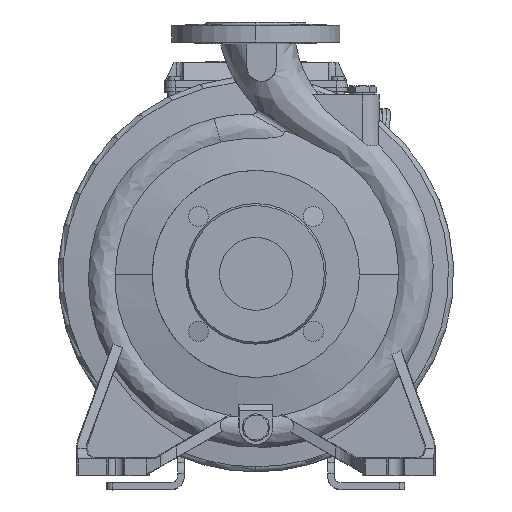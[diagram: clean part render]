
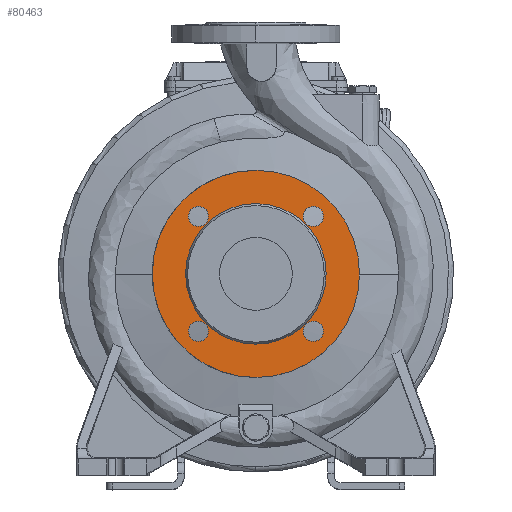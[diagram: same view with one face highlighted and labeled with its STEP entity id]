
A CAD part, top view. The second image highlights one B-rep face of the part: STEP entity #80463.
In plain terms, the highlighted planar face has unit normal (0, 0, 1).
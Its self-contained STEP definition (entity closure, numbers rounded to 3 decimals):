
#1761 = DIRECTION ( 'NONE',  ( 0., 0., -1. ) ) ;
#3535 = AXIS2_PLACEMENT_3D ( 'NONE', #96268, #26992, #19410 ) ;
#3925 = DIRECTION ( 'NONE',  ( 0., 1., 0. ) ) ;
#5117 = CIRCLE ( 'NONE', #3535, 9. ) ;
#5209 = AXIS2_PLACEMENT_3D ( 'NONE', #30858, #17185, #71244 ) ;
#5307 = EDGE_LOOP ( 'NONE', ( #91857, #12762 ) ) ;
#5456 = DIRECTION ( 'NONE',  ( 0., -1., 0. ) ) ;
#5793 = EDGE_CURVE ( 'NONE', #93321, #96524, #80144, .T. ) ;
#6331 = DIRECTION ( 'NONE',  ( 0., 0., -1. ) ) ;
#6549 = DIRECTION ( 'NONE',  ( 0., 0., 1. ) ) ;
#6733 = EDGE_LOOP ( 'NONE', ( #28297, #74277 ) ) ;
#8188 = DIRECTION ( 'NONE',  ( 0., -1., 0. ) ) ;
#11387 = DIRECTION ( 'NONE',  ( 0., 0., -1. ) ) ;
#11408 = CIRCLE ( 'NONE', #84067, 62.732 ) ;
#12762 = ORIENTED_EDGE ( 'NONE', *, *, #34227, .T. ) ;
#14988 = EDGE_LOOP ( 'NONE', ( #65466, #75038 ) ) ;
#15320 = CARTESIAN_POINT ( 'NONE',  ( -51.265, -60.266, 97. ) ) ;
#15707 = CIRCLE ( 'NONE', #81876, 9. ) ;
#17185 = DIRECTION ( 'NONE',  ( 0., 0., -1. ) ) ;
#17324 = VERTEX_POINT ( 'NONE', #81493 ) ;
#18422 = ORIENTED_EDGE ( 'NONE', *, *, #36533, .F. ) ;
#19410 = DIRECTION ( 'NONE',  ( 0., -1., 0. ) ) ;
#20065 = ORIENTED_EDGE ( 'NONE', *, *, #64769, .T. ) ;
#20529 = CARTESIAN_POINT ( 'NONE',  ( 51.265, 51.265, 97. ) ) ;
#22074 = ORIENTED_EDGE ( 'NONE', *, *, #85358, .T. ) ;
#22227 = CARTESIAN_POINT ( 'NONE',  ( 0., 0., 97. ) ) ;
#23275 = FACE_OUTER_BOUND ( 'NONE', #63297, .T. ) ;
#24477 = CARTESIAN_POINT ( 'NONE',  ( 51.265, 60.265, 97. ) ) ;
#24764 = FACE_BOUND ( 'NONE', #70496, .T. ) ;
#25319 = VERTEX_POINT ( 'NONE', #98420 ) ;
#26465 = EDGE_CURVE ( 'NONE', #17324, #75361, #11408, .T. ) ;
#26992 = DIRECTION ( 'NONE',  ( 0., 0., -1. ) ) ;
#27366 = DIRECTION ( 'NONE',  ( 0., -1., 0. ) ) ;
#28297 = ORIENTED_EDGE ( 'NONE', *, *, #85444, .T. ) ;
#28309 = VERTEX_POINT ( 'NONE', #51169 ) ;
#29925 = CARTESIAN_POINT ( 'NONE',  ( -51.265, -42.266, 97. ) ) ;
#29962 = EDGE_CURVE ( 'NONE', #97330, #84372, #38960, .T. ) ;
#30558 = EDGE_CURVE ( 'NONE', #25319, #46110, #5117, .T. ) ;
#30720 = CARTESIAN_POINT ( 'NONE',  ( 0., 0., 97. ) ) ;
#30858 = CARTESIAN_POINT ( 'NONE',  ( 185., -185., 97. ) ) ;
#32012 = VERTEX_POINT ( 'NONE', #69007 ) ;
#33398 = AXIS2_PLACEMENT_3D ( 'NONE', #20529, #6331, #43263 ) ;
#33662 = ORIENTED_EDGE ( 'NONE', *, *, #70462, .T. ) ;
#34227 = EDGE_CURVE ( 'NONE', #46110, #25319, #71624, .T. ) ;
#35252 = DIRECTION ( 'NONE',  ( 0., 0., 1. ) ) ;
#35803 = AXIS2_PLACEMENT_3D ( 'NONE', #94327, #11387, #79637 ) ;
#36533 = EDGE_CURVE ( 'NONE', #84372, #97330, #44549, .T. ) ;
#37292 = CARTESIAN_POINT ( 'NONE',  ( -51.265, 51.265, 97. ) ) ;
#38447 = PLANE ( 'NONE',  #5209 ) ;
#38952 = EDGE_CURVE ( 'NONE', #75361, #17324, #53769, .T. ) ;
#38960 = CIRCLE ( 'NONE', #59933, 92.5 ) ;
#40310 = EDGE_LOOP ( 'NONE', ( #20065, #22074 ) ) ;
#40668 = CARTESIAN_POINT ( 'NONE',  ( 51.265, 51.265, 97. ) ) ;
#41346 = CARTESIAN_POINT ( 'NONE',  ( 0., 0., 97. ) ) ;
#43094 = CIRCLE ( 'NONE', #51147, 9. ) ;
#43263 = DIRECTION ( 'NONE',  ( 0., -1., 0. ) ) ;
#44260 = CARTESIAN_POINT ( 'NONE',  ( -51.265, -51.266, 97. ) ) ;
#44549 = CIRCLE ( 'NONE', #91400, 92.5 ) ;
#44639 = CIRCLE ( 'NONE', #33398, 9. ) ;
#44761 = DIRECTION ( 'NONE',  ( 0., 0., -1. ) ) ;
#44976 = DIRECTION ( 'NONE',  ( 0., 1., 0. ) ) ;
#46110 = VERTEX_POINT ( 'NONE', #66059 ) ;
#46530 = DIRECTION ( 'NONE',  ( 0., 0., -1. ) ) ;
#47009 = FACE_BOUND ( 'NONE', #5307, .T. ) ;
#49408 = CARTESIAN_POINT ( 'NONE',  ( 51.265, 42.265, 97. ) ) ;
#50057 = CARTESIAN_POINT ( 'NONE',  ( 0., 92.5, 97. ) ) ;
#51147 = AXIS2_PLACEMENT_3D ( 'NONE', #92068, #46530, #77345 ) ;
#51169 = CARTESIAN_POINT ( 'NONE',  ( 51.265, -60.266, 97. ) ) ;
#51574 = CARTESIAN_POINT ( 'NONE',  ( 0., -62.732, 97. ) ) ;
#52925 = DIRECTION ( 'NONE',  ( 0., 0., -1. ) ) ;
#53769 = CIRCLE ( 'NONE', #86118, 62.732 ) ;
#58172 = CARTESIAN_POINT ( 'NONE',  ( 51.265, -51.266, 97. ) ) ;
#59472 = VERTEX_POINT ( 'NONE', #15320 ) ;
#59933 = AXIS2_PLACEMENT_3D ( 'NONE', #86018, #77427, #8188 ) ;
#60537 = DIRECTION ( 'NONE',  ( 0., 0., -1. ) ) ;
#62168 = FACE_BOUND ( 'NONE', #14988, .T. ) ;
#63297 = EDGE_LOOP ( 'NONE', ( #68033, #18422 ) ) ;
#64769 = EDGE_CURVE ( 'NONE', #59472, #89354, #69705, .T. ) ;
#65466 = ORIENTED_EDGE ( 'NONE', *, *, #26465, .F. ) ;
#66059 = CARTESIAN_POINT ( 'NONE',  ( -51.265, 60.265, 97. ) ) ;
#68033 = ORIENTED_EDGE ( 'NONE', *, *, #29962, .F. ) ;
#69007 = CARTESIAN_POINT ( 'NONE',  ( 51.265, -42.266, 97. ) ) ;
#69705 = CIRCLE ( 'NONE', #35803, 9. ) ;
#69755 = FACE_BOUND ( 'NONE', #40310, .T. ) ;
#70462 = EDGE_CURVE ( 'NONE', #28309, #32012, #15707, .T. ) ;
#70496 = EDGE_LOOP ( 'NONE', ( #33662, #86901 ) ) ;
#71244 = DIRECTION ( 'NONE',  ( 0., 1., 0. ) ) ;
#71624 = CIRCLE ( 'NONE', #99072, 9. ) ;
#72973 = DIRECTION ( 'NONE',  ( 0., -1., 0. ) ) ;
#74277 = ORIENTED_EDGE ( 'NONE', *, *, #5793, .T. ) ;
#75038 = ORIENTED_EDGE ( 'NONE', *, *, #38952, .F. ) ;
#75361 = VERTEX_POINT ( 'NONE', #51574 ) ;
#76949 = CIRCLE ( 'NONE', #91497, 9. ) ;
#77345 = DIRECTION ( 'NONE',  ( 0., -1., 0. ) ) ;
#77427 = DIRECTION ( 'NONE',  ( 0., 0., -1. ) ) ;
#77754 = CARTESIAN_POINT ( 'NONE',  ( 0., -92.5, 97. ) ) ;
#77824 = FACE_BOUND ( 'NONE', #6733, .T. ) ;
#79637 = DIRECTION ( 'NONE',  ( 0., -1., 0. ) ) ;
#80144 = CIRCLE ( 'NONE', #84973, 9. ) ;
#80463 = ADVANCED_FACE ( 'NONE', ( #47009, #69755, #24764, #77824, #62168, #23275 ), #38447, .F. ) ;
#81493 = CARTESIAN_POINT ( 'NONE',  ( 0., 62.732, 97. ) ) ;
#81876 = AXIS2_PLACEMENT_3D ( 'NONE', #58172, #97131, #27366 ) ;
#82199 = DIRECTION ( 'NONE',  ( 0., -1., 0. ) ) ;
#84067 = AXIS2_PLACEMENT_3D ( 'NONE', #41346, #35252, #3925 ) ;
#84372 = VERTEX_POINT ( 'NONE', #50057 ) ;
#84973 = AXIS2_PLACEMENT_3D ( 'NONE', #40668, #1761, #72973 ) ;
#85358 = EDGE_CURVE ( 'NONE', #89354, #59472, #76949, .T. ) ;
#85444 = EDGE_CURVE ( 'NONE', #96524, #93321, #44639, .T. ) ;
#86018 = CARTESIAN_POINT ( 'NONE',  ( 0., 0., 97. ) ) ;
#86118 = AXIS2_PLACEMENT_3D ( 'NONE', #22227, #6549, #44976 ) ;
#86818 = EDGE_CURVE ( 'NONE', #32012, #28309, #43094, .T. ) ;
#86901 = ORIENTED_EDGE ( 'NONE', *, *, #86818, .T. ) ;
#89354 = VERTEX_POINT ( 'NONE', #29925 ) ;
#91400 = AXIS2_PLACEMENT_3D ( 'NONE', #30720, #60537, #98990 ) ;
#91497 = AXIS2_PLACEMENT_3D ( 'NONE', #44260, #44761, #82199 ) ;
#91857 = ORIENTED_EDGE ( 'NONE', *, *, #30558, .T. ) ;
#92068 = CARTESIAN_POINT ( 'NONE',  ( 51.265, -51.266, 97. ) ) ;
#93321 = VERTEX_POINT ( 'NONE', #24477 ) ;
#94327 = CARTESIAN_POINT ( 'NONE',  ( -51.265, -51.266, 97. ) ) ;
#96268 = CARTESIAN_POINT ( 'NONE',  ( -51.265, 51.265, 97. ) ) ;
#96524 = VERTEX_POINT ( 'NONE', #49408 ) ;
#97131 = DIRECTION ( 'NONE',  ( 0., 0., -1. ) ) ;
#97330 = VERTEX_POINT ( 'NONE', #77754 ) ;
#98420 = CARTESIAN_POINT ( 'NONE',  ( -51.265, 42.265, 97. ) ) ;
#98990 = DIRECTION ( 'NONE',  ( 0., -1., 0. ) ) ;
#99072 = AXIS2_PLACEMENT_3D ( 'NONE', #37292, #52925, #5456 ) ;
